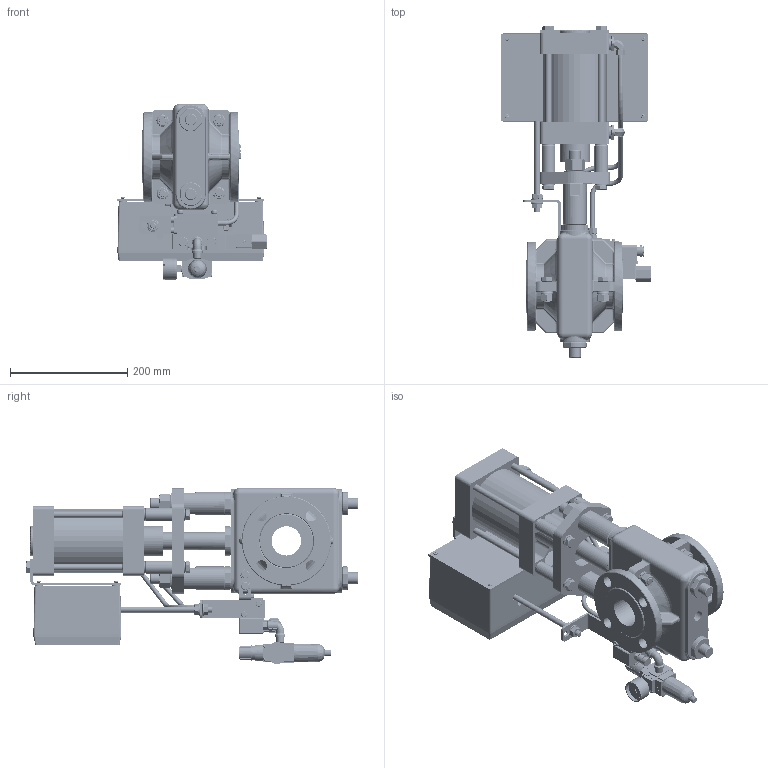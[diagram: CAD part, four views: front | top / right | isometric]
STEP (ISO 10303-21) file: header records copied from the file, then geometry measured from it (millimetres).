
FILE_DESCRIPTION((''),'2;1');
FILE_NAME('50a pinch on-off.stp','2014-04-11T14:06:42',('Administrator'),(''),'Autodesk Inventor 2009','Autodesk Inventor 2009','');
FILE_SCHEMA(('AUTOMOTIVE_DESIGN { 1 0 10303 214 1 1 1 1 }'));
Length unit declared in the file: millimetre
Products named in the file (69): 50a; BUTTOM BODY; post bushing; CENTOR BUSHING; SLEEVE; bar; 50a movibgbar; post; 50a actionbar; m6-45; m-6nut; BUTTOM BODY-하부; shaft; ac-100 bcover; ac-100 tcover; HONING; PISTON; P-90; AC-SHAFT'; M26; 조절SHAFT; PLATE; 평와셔 20; m20; SPEACER; 와셔12; M12; AC-POST; PLATE-bar; 부싱 1.5-.25-1; m4; BRAKET-50a; P-BOX-50; m12-15; limitsbox-plate-50; 리미츠; indicator-25; sol-br; 평와셔8; m8 ...
Assembly tree (143 placements, depth 3):
  50a
    BUTTOM BODY
    post bushing  x4
    CENTOR BUSHING
    SLEEVE
    bar
      50a movibgbar
      post  x2
    50a actionbar
    m6-45  x4
    m-6nut  x4
    BUTTOM BODY-하부
    shaft
    ac-100 bcover
    ac-100 tcover
    HONING
    PISTON
    P-90  x2
    M26
    조절SHAFT  x2
    PLATE
    평와셔 20  x2
    m20  x2
    SPEACER  x4
    와셔12  x8
    M12  x4
    AC-POST  x4
    PLATE-bar  x4
    부싱 1.5-.25-1  x2
    m4  x8
    BRAKET-50a
    P-BOX-50
    m12-15  x2
    limitsbox-plate-50
    리미츠  x2
    indicator-25
    sol-br
    평와셔8  x2
    m8  x2
    sol-block-50a
    m6-육각렌치  x8
    limits-br
    pitting  x2
      pitting- body
      pitting ring
      pitting sleeve
    solcoil-
    solvalvebody-pinch
    oring-sol  x2
    sol-nut
    ㅡ5-30  x2
    pitting-L  x2
      pitting-L
      pitting sleeve
      pitting ring
    tube-3
    tube-4
    limitsrode
    limits lever-lazer-50
    평와셔10  x2
Bounding box: 254 x 565.5 x 299.59 mm (x, y, z)
Volume: 5438306.4 mm3; surface area: 1775591.5 mm2
Topology: 150 solids, 151 shells, 5946 faces, 14729 edges, 9148 vertices
Faces by surface type: plane 2856, cylinder 1391, bspline 973, cone 398, torus 273, sphere 55
Full cylindrical faces by diameter (mm): 2 x3, 3 x1, 3.8 x4, 4 x12, 4.5 x2, 4.8 x4, 5 x3, 5.5 x10, 5.8 x4, 6 x17, 6.5 x1, 6.9 x2, 7 x13, 7.5 x1, 8 x23, 8.5 x4, 9 x9, 9.1 x1, 9.8 x1, 10 x24, 10.1 x1, 10.5 x8, 10.566 x1, 11 x7, 12 x28, 12.5 x4, 13 x20, 13.88 x1, 14 x12, 14.955 x2
Entity records: 143003 total; most frequent: CARTESIAN_POINT 47219, ORIENTED_EDGE 18756, DIRECTION 18597, EDGE_CURVE 9378, AXIS2_PLACEMENT_3D 6689, VERTEX_POINT 6169, VECTOR 5219, LINE 5219
